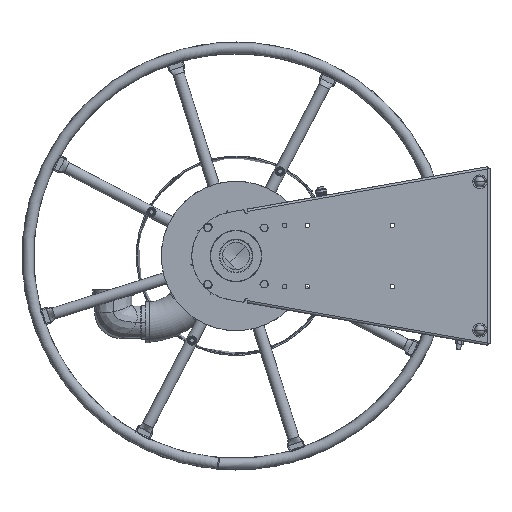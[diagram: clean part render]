
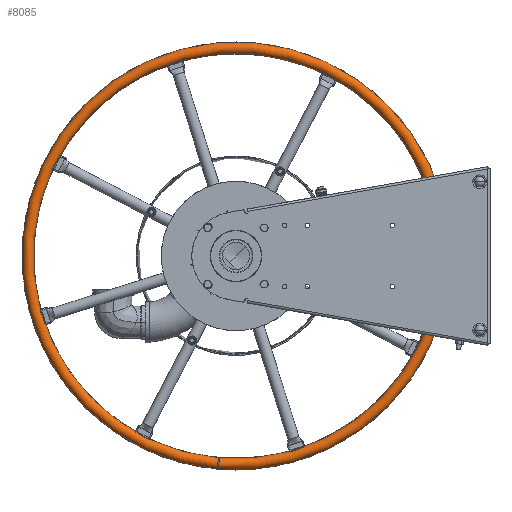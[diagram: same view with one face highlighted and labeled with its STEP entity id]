
A CAD part, left-side view. The second image highlights one B-rep face of the part: STEP entity #8085.
In plain terms, the highlighted toroidal (fillet/blend) face has major radius 365 mm and minor radius 10 mm.
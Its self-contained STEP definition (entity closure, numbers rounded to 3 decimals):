
#8011=CARTESIAN_POINT('',(-172.5,0.,0.));
#8012=DIRECTION('',(1.,0.,0.));
#8013=DIRECTION('',(0.,0.087,-0.996));
#8014=AXIS2_PLACEMENT_3D('',#8011,#8012,#8013);
#8021=CARTESIAN_POINT('',(-172.5,31.812,-363.611));
#8022=DIRECTION('',(0.,-0.996,-0.087));
#8023=DIRECTION('',(0.,-0.087,0.996));
#8024=AXIS2_PLACEMENT_3D('',#8021,#8022,#8023);
#8026=CARTESIAN_POINT('',(-172.5,0.,0.));
#8027=DIRECTION('',(1.,0.,0.));
#8028=DIRECTION('',(0.,0.087,-0.996));
#8029=AXIS2_PLACEMENT_3D('',#8026,#8027,#8028);
#8031=CARTESIAN_POINT('',(-172.5,29.908,-363.773));
#8032=DIRECTION('',(0.,0.997,0.082));
#8033=DIRECTION('',(0.,0.082,-0.997));
#8034=AXIS2_PLACEMENT_3D('',#8031,#8032,#8033);
#8036=CARTESIAN_POINT('',(-172.5,30.94,-353.649));
#8037=CARTESIAN_POINT('',(-172.5,32.683,-373.573));
#8038=VERTEX_POINT('',#8036);
#8039=VERTEX_POINT('',#8037);
#8040=CARTESIAN_POINT('',(-172.5,29.088,-353.806));
#8041=CARTESIAN_POINT('',(-172.5,30.727,-373.739));
#8042=VERTEX_POINT('',#8040);
#8043=VERTEX_POINT('',#8041);
#8072=CARTESIAN_POINT('',(-172.5,0.,0.));
#8073=DIRECTION('',(1.,0.,0.));
#8074=DIRECTION('',(0.,-0.087,0.996));
#8075=AXIS2_PLACEMENT_3D('',#8072,#8073,#8074);
#8076=TOROIDAL_SURFACE('',#8075,365.,10.);
#8078=ORIENTED_EDGE('',*,*,#8077,.T.);
#8079=ORIENTED_EDGE('',*,*,#8055,.T.);
#8081=ORIENTED_EDGE('',*,*,#8080,.T.);
#8082=ORIENTED_EDGE('',*,*,#8051,.F.);
#8083=EDGE_LOOP('',(#8078,#8079,#8081,#8082));
#8084=FACE_OUTER_BOUND('',#8083,.F.);
#8015=CIRCLE('',#8014,355.);
#8025=CIRCLE('',#8024,10.);
#8030=CIRCLE('',#8029,375.);
#8035=CIRCLE('',#8034,10.);
#8051=EDGE_CURVE('',#8038,#8042,#8015,.T.);
#8055=EDGE_CURVE('',#8039,#8043,#8030,.T.);
#8077=EDGE_CURVE('',#8038,#8039,#8025,.T.);
#8080=EDGE_CURVE('',#8043,#8042,#8035,.T.);
#8085=ADVANCED_FACE('',(#8084),#8076,.T.);
